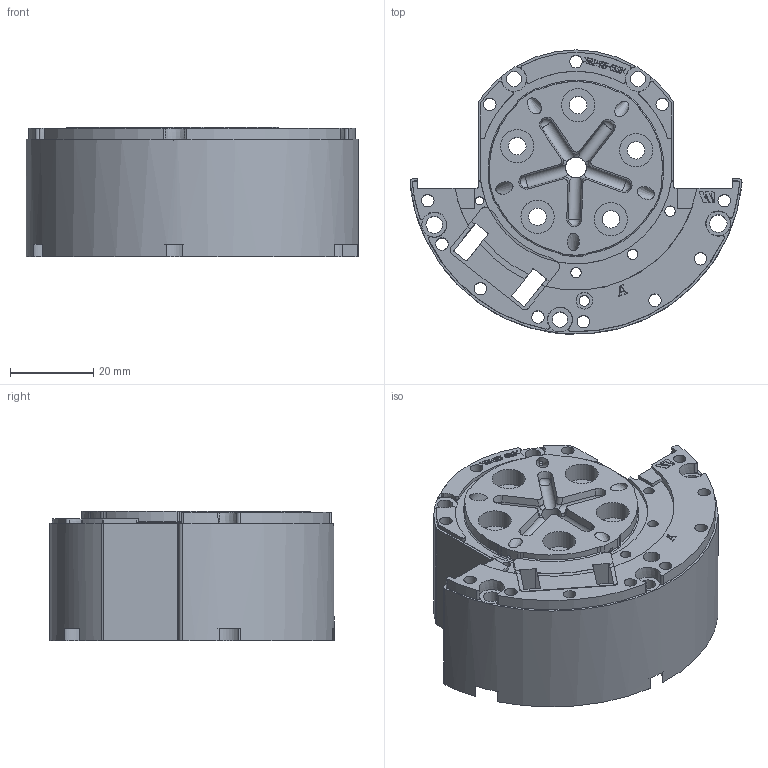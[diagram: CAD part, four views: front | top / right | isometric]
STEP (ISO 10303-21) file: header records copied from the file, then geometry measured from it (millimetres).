
FILE_DESCRIPTION(('FreeCAD Model'),'2;1');
FILE_NAME('Open CASCADE Shape Model','2025-01-15T16:23:12',(''),(''), 'Open CASCADE STEP processor 7.7','FreeCAD','Unknown');
FILE_SCHEMA(('AUTOMOTIVE_DESIGN { 1 0 10303 214 1 1 1 1 }'));
Length unit declared in the file: millimetre
Products named in the file (1): 1503911425
Bounding box: 79.72 x 68.21 x 31.01 mm (x, y, z)
Volume: 94544.9 mm3; surface area: 25360.8 mm2
Topology: 1 solids, 1 shells, 806 faces, 2301 edges, 1511 vertices
Faces by surface type: extrusion 312, plane 276, cylinder 83, cone 66, bspline 43, torus 21, sphere 5
Full cylindrical faces by diameter (mm): 2 x1, 2.5 x4, 3 x11, 3.7 x3, 4 x2, 4.2 x6, 5 x1, 8 x5
Entity records: 28579 total; most frequent: CARTESIAN_POINT 8628, ORIENTED_EDGE 4574, DIRECTION 3124, EDGE_CURVE 2287, VERTEX_POINT 1511, VECTOR 1388, B_SPLINE_CURVE_WITH_KNOTS 1107, LINE 1076
